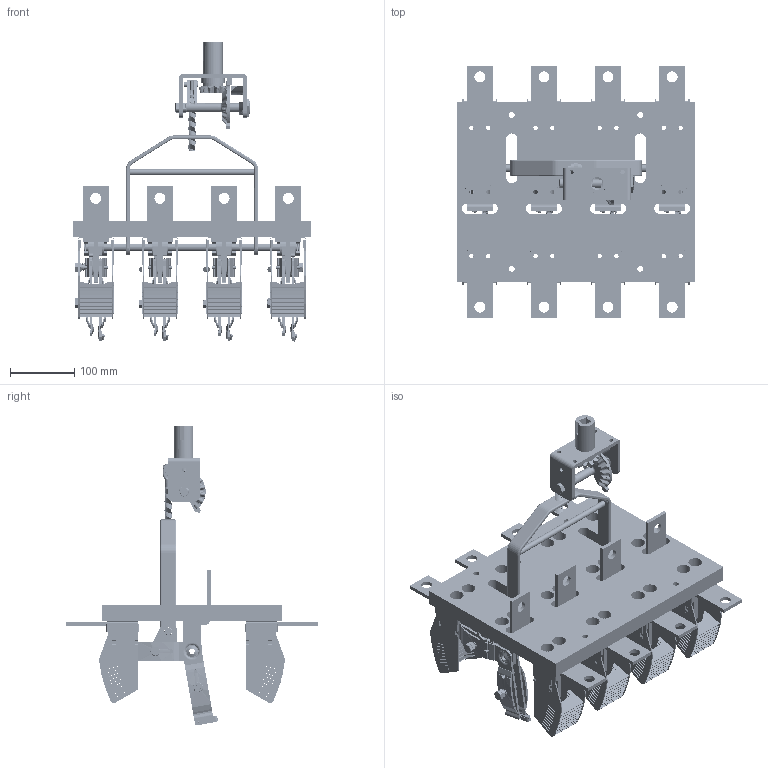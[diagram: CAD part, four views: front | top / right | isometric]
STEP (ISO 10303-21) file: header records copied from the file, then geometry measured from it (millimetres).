
FILE_DESCRIPTION (( 'STEP AP203' ), '1' );
FILE_NAME ('HS13BX-600-41.STEP', '2024-08-16T05:08:15', ( '' ), ( '' ), 'SwSTEP 2.0', 'SolidWorks 2019', '' );
FILE_SCHEMA (( 'CONFIG_CONTROL_DESIGN' ));
Products named in the file (1): HS13BX-600-41
Bounding box: 370 x 392 x 466.23 mm (x, y, z)
Surface area: 1285648.4 mm2 (no closed solid volume)
Topology: 0 solids, 335 shells, 4035 faces, 17466 edges, 13190 vertices
Faces by surface type: plane 2450, cylinder 1198, cone 155, bspline 118, torus 97, sphere 17
Entity records: 237074 total; most frequent: CARTESIAN_POINT 96686, DIRECTION 29019, ORIENTED_EDGE 25396, EDGE_CURVE 17466, VERTEX_POINT 13194, LINE 10887, VECTOR 10887, AXIS2_PLACEMENT_3D 9066
